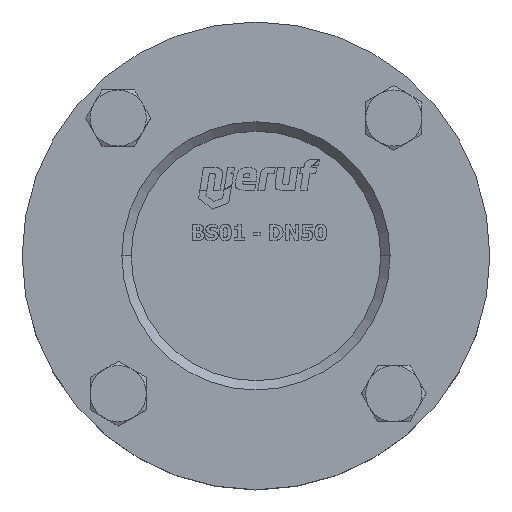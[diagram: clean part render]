
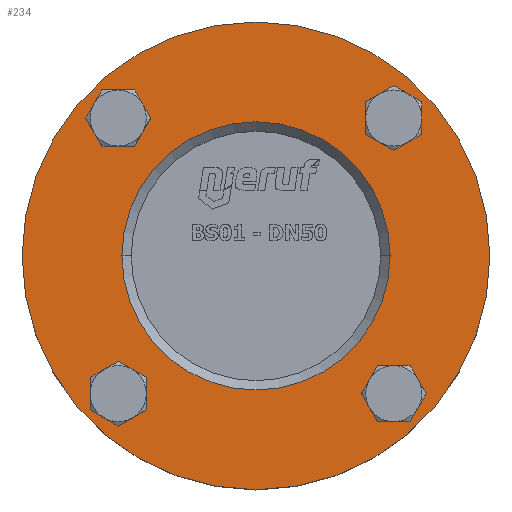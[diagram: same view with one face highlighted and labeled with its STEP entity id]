
A CAD part, top view. The second image highlights one B-rep face of the part: STEP entity #234.
In plain terms, the highlighted planar face has unit normal (0, 0, 1).
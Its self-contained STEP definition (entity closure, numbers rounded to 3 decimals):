
#158 = CIRCLE ( 'NONE', #1968, 6.5 ) ;
#203 = AXIS2_PLACEMENT_3D ( 'NONE', #8931, #12279, #7952 ) ;
#234 = ADVANCED_FACE ( 'NONE', ( #6617, #10880, #7616, #7548, #1484, #12260 ), #2101, .T. ) ;
#473 = DIRECTION ( 'NONE',  ( 1., 0., 0. ) ) ;
#553 = CARTESIAN_POINT ( 'NONE',  ( 50.694, 44.194, 12. ) ) ;
#644 = CARTESIAN_POINT ( 'NONE',  ( 44.194, -44.194, 12. ) ) ;
#1132 = CIRCLE ( 'NONE', #8802, 6.5 ) ;
#1190 = AXIS2_PLACEMENT_3D ( 'NONE', #10994, #1224, #9793 ) ;
#1224 = DIRECTION ( 'NONE',  ( 0., 0., 1. ) ) ;
#1294 = CIRCLE ( 'NONE', #6725, 43. ) ;
#1484 = FACE_BOUND ( 'NONE', #6978, .T. ) ;
#1538 = ORIENTED_EDGE ( 'NONE', *, *, #3678, .F. ) ;
#1588 = VERTEX_POINT ( 'NONE', #10542 ) ;
#1665 = CARTESIAN_POINT ( 'NONE',  ( 0., 0., 12. ) ) ;
#1795 = EDGE_LOOP ( 'NONE', ( #10627, #12028 ) ) ;
#1915 = ORIENTED_EDGE ( 'NONE', *, *, #8111, .F. ) ;
#1968 = AXIS2_PLACEMENT_3D ( 'NONE', #10927, #13063, #11787 ) ;
#2085 = ORIENTED_EDGE ( 'NONE', *, *, #4467, .F. ) ;
#2101 = PLANE ( 'NONE',  #3515 ) ;
#2453 = ORIENTED_EDGE ( 'NONE', *, *, #5502, .F. ) ;
#2454 = CIRCLE ( 'NONE', #203, 75. ) ;
#2456 = AXIS2_PLACEMENT_3D ( 'NONE', #13100, #6638, #12235 ) ;
#2467 = CIRCLE ( 'NONE', #2701, 6.5 ) ;
#2557 = ORIENTED_EDGE ( 'NONE', *, *, #9206, .F. ) ;
#2648 = EDGE_CURVE ( 'NONE', #5894, #13400, #1294, .T. ) ;
#2701 = AXIS2_PLACEMENT_3D ( 'NONE', #9049, #13390, #5867 ) ;
#2707 = EDGE_LOOP ( 'NONE', ( #9858, #2085 ) ) ;
#3016 = VERTEX_POINT ( 'NONE', #11937 ) ;
#3227 = CIRCLE ( 'NONE', #13876, 6.5 ) ;
#3378 = DIRECTION ( 'NONE',  ( -1., 0., 0. ) ) ;
#3515 = AXIS2_PLACEMENT_3D ( 'NONE', #10809, #4216, #7691 ) ;
#3553 = CIRCLE ( 'NONE', #8092, 43. ) ;
#3678 = EDGE_CURVE ( 'NONE', #9306, #13998, #2467, .T. ) ;
#3824 = EDGE_LOOP ( 'NONE', ( #9189, #4532 ) ) ;
#3857 = EDGE_CURVE ( 'NONE', #13400, #5894, #3553, .T. ) ;
#4146 = EDGE_CURVE ( 'NONE', #5008, #1588, #5374, .T. ) ;
#4216 = DIRECTION ( 'NONE',  ( 0., 0., 1. ) ) ;
#4456 = VERTEX_POINT ( 'NONE', #9004 ) ;
#4467 = EDGE_CURVE ( 'NONE', #1588, #5008, #2454, .T. ) ;
#4486 = CARTESIAN_POINT ( 'NONE',  ( -37.694, 44.194, 12. ) ) ;
#4515 = DIRECTION ( 'NONE',  ( 0., 0., -1. ) ) ;
#4532 = ORIENTED_EDGE ( 'NONE', *, *, #6445, .F. ) ;
#4580 = DIRECTION ( 'NONE',  ( -1., 0., 0. ) ) ;
#4689 = AXIS2_PLACEMENT_3D ( 'NONE', #1665, #6904, #4580 ) ;
#4928 = DIRECTION ( 'NONE',  ( 1., 0., 0. ) ) ;
#5008 = VERTEX_POINT ( 'NONE', #7786 ) ;
#5149 = DIRECTION ( 'NONE',  ( 1., 0., 0. ) ) ;
#5324 = EDGE_LOOP ( 'NONE', ( #2453, #1538 ) ) ;
#5355 = CARTESIAN_POINT ( 'NONE',  ( -50.694, 44.194, 12. ) ) ;
#5374 = CIRCLE ( 'NONE', #4689, 75. ) ;
#5502 = EDGE_CURVE ( 'NONE', #13998, #9306, #158, .T. ) ;
#5683 = CIRCLE ( 'NONE', #9309, 6.5 ) ;
#5867 = DIRECTION ( 'NONE',  ( 1., 0., 0. ) ) ;
#5894 = VERTEX_POINT ( 'NONE', #10639 ) ;
#5925 = CARTESIAN_POINT ( 'NONE',  ( -44.194, 44.194, 12. ) ) ;
#6005 = VERTEX_POINT ( 'NONE', #7857 ) ;
#6445 = EDGE_CURVE ( 'NONE', #12264, #3016, #7429, .T. ) ;
#6617 = FACE_BOUND ( 'NONE', #1795, .T. ) ;
#6638 = DIRECTION ( 'NONE',  ( 0., 0., 1. ) ) ;
#6725 = AXIS2_PLACEMENT_3D ( 'NONE', #13889, #4515, #3378 ) ;
#6904 = DIRECTION ( 'NONE',  ( 0., 0., -1. ) ) ;
#6978 = EDGE_LOOP ( 'NONE', ( #8913, #11375 ) ) ;
#7064 = CIRCLE ( 'NONE', #1190, 6.5 ) ;
#7084 = DIRECTION ( 'NONE',  ( 0., 0., 1. ) ) ;
#7340 = CARTESIAN_POINT ( 'NONE',  ( 37.694, 44.194, 12. ) ) ;
#7353 = DIRECTION ( 'NONE',  ( 0., 0., 1. ) ) ;
#7429 = CIRCLE ( 'NONE', #2456, 6.5 ) ;
#7487 = DIRECTION ( 'NONE',  ( 0., 0., -1. ) ) ;
#7548 = FACE_BOUND ( 'NONE', #8516, .T. ) ;
#7616 = FACE_BOUND ( 'NONE', #5324, .T. ) ;
#7691 = DIRECTION ( 'NONE',  ( 1., 0., 0. ) ) ;
#7786 = CARTESIAN_POINT ( 'NONE',  ( -75., 0., 12. ) ) ;
#7857 = CARTESIAN_POINT ( 'NONE',  ( -50.694, -44.194, 12. ) ) ;
#7908 = CARTESIAN_POINT ( 'NONE',  ( -44.194, -44.194, 12. ) ) ;
#7952 = DIRECTION ( 'NONE',  ( -1., 0., 0. ) ) ;
#8092 = AXIS2_PLACEMENT_3D ( 'NONE', #12002, #7487, #10818 ) ;
#8111 = EDGE_CURVE ( 'NONE', #11590, #11268, #9142, .T. ) ;
#8357 = DIRECTION ( 'NONE',  ( 1., 0., 0. ) ) ;
#8516 = EDGE_LOOP ( 'NONE', ( #1915, #2557 ) ) ;
#8802 = AXIS2_PLACEMENT_3D ( 'NONE', #644, #7084, #8357 ) ;
#8913 = ORIENTED_EDGE ( 'NONE', *, *, #3857, .T. ) ;
#8931 = CARTESIAN_POINT ( 'NONE',  ( 0., 0., 12. ) ) ;
#9004 = CARTESIAN_POINT ( 'NONE',  ( -37.694, -44.194, 12. ) ) ;
#9049 = CARTESIAN_POINT ( 'NONE',  ( 44.194, 44.194, 12. ) ) ;
#9142 = CIRCLE ( 'NONE', #9586, 6.5 ) ;
#9189 = ORIENTED_EDGE ( 'NONE', *, *, #13512, .F. ) ;
#9206 = EDGE_CURVE ( 'NONE', #11268, #11590, #3227, .T. ) ;
#9306 = VERTEX_POINT ( 'NONE', #7340 ) ;
#9309 = AXIS2_PLACEMENT_3D ( 'NONE', #7908, #10029, #473 ) ;
#9586 = AXIS2_PLACEMENT_3D ( 'NONE', #9606, #7353, #5149 ) ;
#9606 = CARTESIAN_POINT ( 'NONE',  ( -44.194, 44.194, 12. ) ) ;
#9793 = DIRECTION ( 'NONE',  ( 1., 0., 0. ) ) ;
#9858 = ORIENTED_EDGE ( 'NONE', *, *, #4146, .F. ) ;
#10029 = DIRECTION ( 'NONE',  ( 0., 0., 1. ) ) ;
#10175 = EDGE_CURVE ( 'NONE', #6005, #4456, #5683, .T. ) ;
#10375 = EDGE_CURVE ( 'NONE', #4456, #6005, #7064, .T. ) ;
#10542 = CARTESIAN_POINT ( 'NONE',  ( 75., 0., 12. ) ) ;
#10627 = ORIENTED_EDGE ( 'NONE', *, *, #10375, .F. ) ;
#10639 = CARTESIAN_POINT ( 'NONE',  ( -43., 0., 12. ) ) ;
#10809 = CARTESIAN_POINT ( 'NONE',  ( 0., 43., 12. ) ) ;
#10818 = DIRECTION ( 'NONE',  ( -1., 0., 0. ) ) ;
#10880 = FACE_BOUND ( 'NONE', #3824, .T. ) ;
#10927 = CARTESIAN_POINT ( 'NONE',  ( 44.194, 44.194, 12. ) ) ;
#10994 = CARTESIAN_POINT ( 'NONE',  ( -44.194, -44.194, 12. ) ) ;
#11268 = VERTEX_POINT ( 'NONE', #5355 ) ;
#11375 = ORIENTED_EDGE ( 'NONE', *, *, #2648, .T. ) ;
#11590 = VERTEX_POINT ( 'NONE', #4486 ) ;
#11787 = DIRECTION ( 'NONE',  ( 1., 0., 0. ) ) ;
#11842 = CARTESIAN_POINT ( 'NONE',  ( 43., 0., 12. ) ) ;
#11937 = CARTESIAN_POINT ( 'NONE',  ( 50.694, -44.194, 12. ) ) ;
#12002 = CARTESIAN_POINT ( 'NONE',  ( 0., 0., 12. ) ) ;
#12028 = ORIENTED_EDGE ( 'NONE', *, *, #10175, .F. ) ;
#12221 = CARTESIAN_POINT ( 'NONE',  ( 37.694, -44.194, 12. ) ) ;
#12235 = DIRECTION ( 'NONE',  ( 1., 0., 0. ) ) ;
#12260 = FACE_OUTER_BOUND ( 'NONE', #2707, .T. ) ;
#12264 = VERTEX_POINT ( 'NONE', #12221 ) ;
#12279 = DIRECTION ( 'NONE',  ( 0., 0., -1. ) ) ;
#13063 = DIRECTION ( 'NONE',  ( 0., 0., 1. ) ) ;
#13100 = CARTESIAN_POINT ( 'NONE',  ( 44.194, -44.194, 12. ) ) ;
#13390 = DIRECTION ( 'NONE',  ( 0., 0., 1. ) ) ;
#13400 = VERTEX_POINT ( 'NONE', #11842 ) ;
#13441 = DIRECTION ( 'NONE',  ( 0., 0., 1. ) ) ;
#13512 = EDGE_CURVE ( 'NONE', #3016, #12264, #1132, .T. ) ;
#13876 = AXIS2_PLACEMENT_3D ( 'NONE', #5925, #13441, #4928 ) ;
#13889 = CARTESIAN_POINT ( 'NONE',  ( 0., 0., 12. ) ) ;
#13998 = VERTEX_POINT ( 'NONE', #553 ) ;
